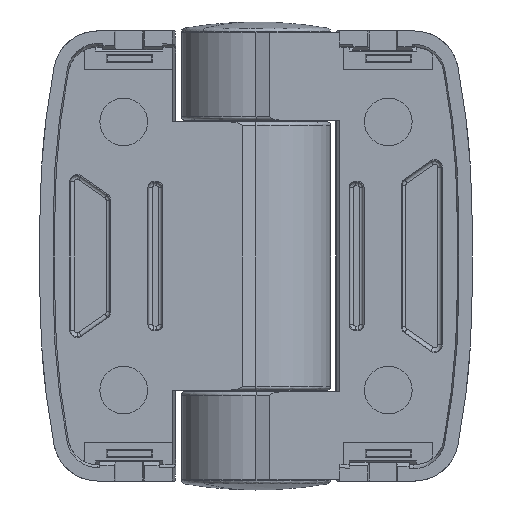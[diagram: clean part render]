
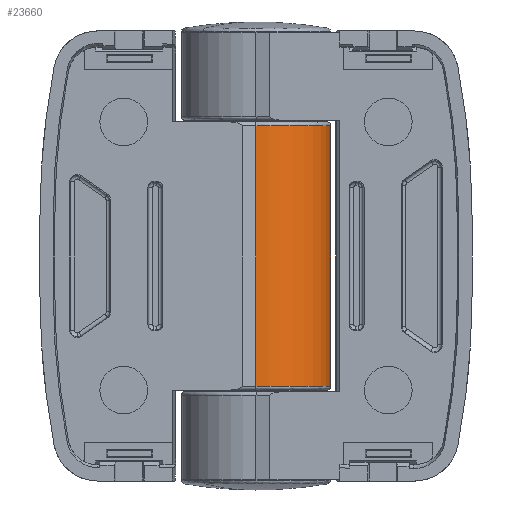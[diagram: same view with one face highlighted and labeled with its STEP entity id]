
A CAD part, front view. The second image highlights one B-rep face of the part: STEP entity #23660.
In plain terms, the highlighted cylindrical face has radius 10 mm (diameter 20 mm), a partial arc.
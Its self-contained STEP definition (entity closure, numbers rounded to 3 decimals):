
#294 = VERTEX_POINT ( 'NONE', #58201 ) ;
#968 = CARTESIAN_POINT ( 'NONE',  ( 0., 0., -17.5 ) ) ;
#2019 = EDGE_CURVE ( 'NONE', #23223, #35854, #30715, .T. ) ;
#2297 = DIRECTION ( 'NONE',  ( 0., 0., 1. ) ) ;
#2562 = EDGE_LOOP ( 'NONE', ( #44163, #23002, #57331, #55928, #30228, #45684, #62342, #60569, #34454, #8149 ) ) ;
#2627 = CIRCLE ( 'NONE', #13269, 10. ) ;
#4032 = EDGE_CURVE ( 'NONE', #35854, #18944, #37042, .T. ) ;
#4178 = CARTESIAN_POINT ( 'NONE',  ( -10., 0., 17.5 ) ) ;
#4303 = EDGE_CURVE ( 'NONE', #23889, #294, #2627, .T. ) ;
#5092 = AXIS2_PLACEMENT_3D ( 'NONE', #28664, #28448, #28238 ) ;
#5860 = DIRECTION ( 'NONE',  ( 0., -1., 0. ) ) ;
#7407 = CARTESIAN_POINT ( 'NONE',  ( 0., 0., -17.5 ) ) ;
#7671 = CARTESIAN_POINT ( 'NONE',  ( -10., 0.291, 11.037 ) ) ;
#8149 = ORIENTED_EDGE ( 'NONE', *, *, #36743, .T. ) ;
#8582 = CIRCLE ( 'NONE', #52981, 10. ) ;
#8935 = B_SPLINE_CURVE_WITH_KNOTS ( 'NONE', 3,
 ( #48849, #14537, #58770, #29317 ),
 .UNSPECIFIED., .F., .F.,
 ( 4, 4 ),
 ( 0., 1. ),
 .UNSPECIFIED. ) ;
#9688 = CARTESIAN_POINT ( 'NONE',  ( -10., -0.051, -17.5 ) ) ;
#10442 = LINE ( 'NONE', #48793, #23403 ) ;
#10674 = CIRCLE ( 'NONE', #33494, 10. ) ;
#13269 = AXIS2_PLACEMENT_3D ( 'NONE', #7407, #51048, #50632 ) ;
#14486 = DIRECTION ( 'NONE',  ( 0., 0., -1. ) ) ;
#14537 = CARTESIAN_POINT ( 'NONE',  ( -10., -0.017, 16.871 ) ) ;
#16584 = VERTEX_POINT ( 'NONE', #22879 ) ;
#18317 = CARTESIAN_POINT ( 'NONE',  ( 0., 0., -30. ) ) ;
#18502 = CARTESIAN_POINT ( 'NONE',  ( 10., 0., 17.5 ) ) ;
#18944 = VERTEX_POINT ( 'NONE', #59890 ) ;
#18952 = DIRECTION ( 'NONE',  ( 0., 0., -1. ) ) ;
#19220 = CIRCLE ( 'NONE', #61014, 10. ) ;
#19449 = CARTESIAN_POINT ( 'NONE',  ( -10., 0., -16.556 ) ) ;
#21719 = CARTESIAN_POINT ( 'NONE',  ( -10., 0.291, -11.037 ) ) ;
#22159 = CARTESIAN_POINT ( 'NONE',  ( 0., 0., 17.5 ) ) ;
#22879 = CARTESIAN_POINT ( 'NONE',  ( -10., -0.051, 17.5 ) ) ;
#23002 = ORIENTED_EDGE ( 'NONE', *, *, #2019, .T. ) ;
#23223 = VERTEX_POINT ( 'NONE', #4178 ) ;
#23403 = VECTOR ( 'NONE', #14486, 1000. ) ;
#23660 = ADVANCED_FACE ( 'NONE', ( #58151 ), #37396, .T. ) ;
#23889 = VERTEX_POINT ( 'NONE', #30526 ) ;
#25240 = B_SPLINE_CURVE_WITH_KNOTS ( 'NONE', 3,
 ( #56519, #21719, #36990, #7671, #41907 ),
 .UNSPECIFIED., .F., .F.,
 ( 4, 1, 4 ),
 ( 0., 0.5, 1. ),
 .UNSPECIFIED. ) ;
#26547 = CARTESIAN_POINT ( 'NONE',  ( -10., 0., -16.556 ) ) ;
#28238 = DIRECTION ( 'NONE',  ( 0., -1., 0. ) ) ;
#28448 = DIRECTION ( 'NONE',  ( 0., 0., -1. ) ) ;
#28664 = CARTESIAN_POINT ( 'NONE',  ( 0., 0., 17.5 ) ) ;
#29317 = CARTESIAN_POINT ( 'NONE',  ( -10., -0.051, 17.5 ) ) ;
#30228 = ORIENTED_EDGE ( 'NONE', *, *, #4303, .T. ) ;
#30526 = CARTESIAN_POINT ( 'NONE',  ( 0., -10., -17.5 ) ) ;
#30715 = CIRCLE ( 'NONE', #33529, 10. ) ;
#30944 = EDGE_CURVE ( 'NONE', #16584, #23223, #19220, .T. ) ;
#31491 = CARTESIAN_POINT ( 'NONE',  ( 0., 0., -17.5 ) ) ;
#32514 = VERTEX_POINT ( 'NONE', #53703 ) ;
#33494 = AXIS2_PLACEMENT_3D ( 'NONE', #968, #35146, #5860 ) ;
#33529 = AXIS2_PLACEMENT_3D ( 'NONE', #22159, #40631, #40227 ) ;
#34454 = ORIENTED_EDGE ( 'NONE', *, *, #59307, .T. ) ;
#35146 = DIRECTION ( 'NONE',  ( 0., 0., 1. ) ) ;
#35854 = VERTEX_POINT ( 'NONE', #18502 ) ;
#36388 = EDGE_CURVE ( 'NONE', #294, #42574, #8582, .T. ) ;
#36500 = DIRECTION ( 'NONE',  ( 0., -1., 0. ) ) ;
#36743 = EDGE_CURVE ( 'NONE', #45396, #16584, #8935, .T. ) ;
#36990 = CARTESIAN_POINT ( 'NONE',  ( -9.981, 0.582, 0. ) ) ;
#37042 = CIRCLE ( 'NONE', #5092, 10. ) ;
#37396 = CYLINDRICAL_SURFACE ( 'NONE', #39439, 10. ) ;
#39072 = CARTESIAN_POINT ( 'NONE',  ( -10., -0.034, -17.185 ) ) ;
#39439 = AXIS2_PLACEMENT_3D ( 'NONE', #18317, #52645, #43011 ) ;
#40227 = DIRECTION ( 'NONE',  ( 0., -1., 0. ) ) ;
#40631 = DIRECTION ( 'NONE',  ( 0., 0., -1. ) ) ;
#41907 = CARTESIAN_POINT ( 'NONE',  ( -10., 0., 16.556 ) ) ;
#42574 = VERTEX_POINT ( 'NONE', #54510 ) ;
#43011 = DIRECTION ( 'NONE',  ( 0., -1., 0. ) ) ;
#44163 = ORIENTED_EDGE ( 'NONE', *, *, #30944, .T. ) ;
#45002 = CARTESIAN_POINT ( 'NONE',  ( -10., 0., 16.556 ) ) ;
#45368 = EDGE_CURVE ( 'NONE', #42574, #32514, #10674, .T. ) ;
#45396 = VERTEX_POINT ( 'NONE', #45002 ) ;
#45684 = ORIENTED_EDGE ( 'NONE', *, *, #36388, .T. ) ;
#46583 = EDGE_CURVE ( 'NONE', #18944, #23889, #10442, .T. ) ;
#48376 = CARTESIAN_POINT ( 'NONE',  ( 0., 0., 17.5 ) ) ;
#48793 = CARTESIAN_POINT ( 'NONE',  ( 0., -10., -30. ) ) ;
#48849 = CARTESIAN_POINT ( 'NONE',  ( -10., 0., 16.556 ) ) ;
#48889 = CARTESIAN_POINT ( 'NONE',  ( -10., -0.017, -16.871 ) ) ;
#50632 = DIRECTION ( 'NONE',  ( 0., -1., 0. ) ) ;
#51048 = DIRECTION ( 'NONE',  ( 0., 0., 1. ) ) ;
#51514 = B_SPLINE_CURVE_WITH_KNOTS ( 'NONE', 3,
 ( #9688, #39072, #48889, #19449 ),
 .UNSPECIFIED., .F., .F.,
 ( 4, 4 ),
 ( 0., 1. ),
 .UNSPECIFIED. ) ;
#52645 = DIRECTION ( 'NONE',  ( 0., 0., 1. ) ) ;
#52981 = AXIS2_PLACEMENT_3D ( 'NONE', #31491, #2297, #36500 ) ;
#53294 = DIRECTION ( 'NONE',  ( 0., -1., 0. ) ) ;
#53703 = CARTESIAN_POINT ( 'NONE',  ( -10., -0.051, -17.5 ) ) ;
#54360 = EDGE_CURVE ( 'NONE', #32514, #56244, #51514, .T. ) ;
#54510 = CARTESIAN_POINT ( 'NONE',  ( -10., 0., -17.5 ) ) ;
#55928 = ORIENTED_EDGE ( 'NONE', *, *, #46583, .T. ) ;
#56244 = VERTEX_POINT ( 'NONE', #26547 ) ;
#56519 = CARTESIAN_POINT ( 'NONE',  ( -10., 0., -16.556 ) ) ;
#57331 = ORIENTED_EDGE ( 'NONE', *, *, #4032, .T. ) ;
#58151 = FACE_OUTER_BOUND ( 'NONE', #2562, .T. ) ;
#58201 = CARTESIAN_POINT ( 'NONE',  ( 10., 0., -17.5 ) ) ;
#58770 = CARTESIAN_POINT ( 'NONE',  ( -10., -0.034, 17.185 ) ) ;
#59307 = EDGE_CURVE ( 'NONE', #56244, #45396, #25240, .T. ) ;
#59890 = CARTESIAN_POINT ( 'NONE',  ( 0., -10., 17.5 ) ) ;
#60569 = ORIENTED_EDGE ( 'NONE', *, *, #54360, .T. ) ;
#61014 = AXIS2_PLACEMENT_3D ( 'NONE', #48376, #18952, #53294 ) ;
#62342 = ORIENTED_EDGE ( 'NONE', *, *, #45368, .T. ) ;
